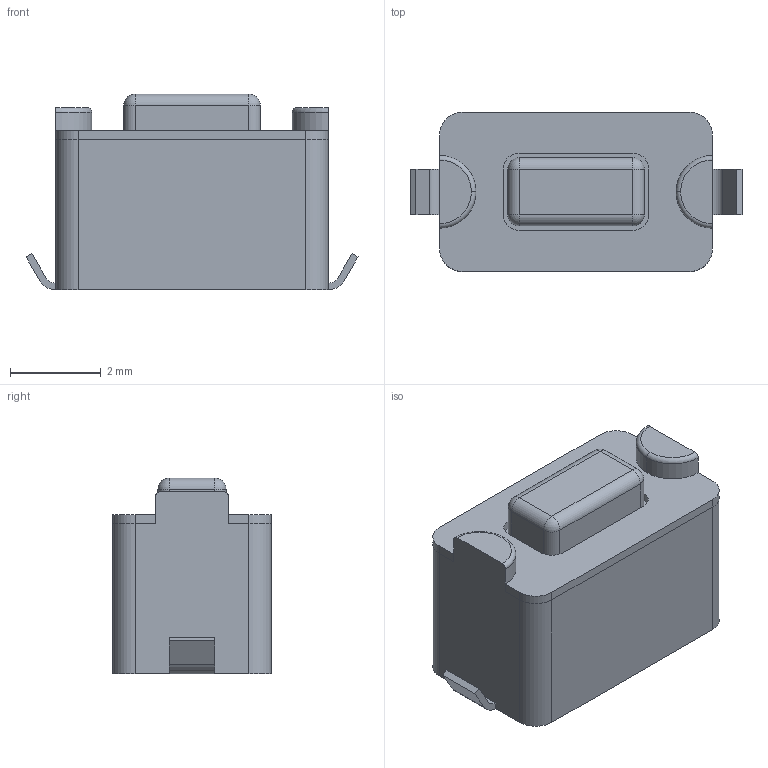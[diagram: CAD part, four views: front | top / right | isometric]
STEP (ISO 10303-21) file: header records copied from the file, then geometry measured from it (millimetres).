
FILE_DESCRIPTION(('FreeCAD Model'),'2;1');
FILE_NAME('Assem1NAUO1Frame_sp.step', '2017-10-05T00:44:54',('kicad StepUp'),('ksu MCAD'), 'Open CASCADE STEP processor 6.8','FreeCAD','Unknown');
FILE_SCHEMA(('AUTOMOTIVE_DESIGN_CC2 { 1 2 10303 214 -1 1 5 4 }'));
Length unit declared in the file: millimetre
Products named in the file (2): ASSEMBLY; Assem1|NAUO1;Frame_sp
Assembly tree (1 placements, depth 2):
  ASSEMBLY
    Assem1|NAUO1;Frame_sp
Bounding box: 7.3 x 3.5 x 4.3 mm (x, y, z)
Volume: 76 mm3; surface area: 124.5 mm2
Topology: 1 solids, 1 shells, 77 faces, 194 edges, 118 vertices
Faces by surface type: plane 41, cylinder 28, torus 4, sphere 4
Entity records: 2829 total; most frequent: DIRECTION 410, CARTESIAN_POINT 387, ORIENTED_EDGE 380, EDGE_CURVE 190, AXIS2_PLACEMENT_3D 141, LINE 128, VECTOR 128, VERTEX_POINT 118
